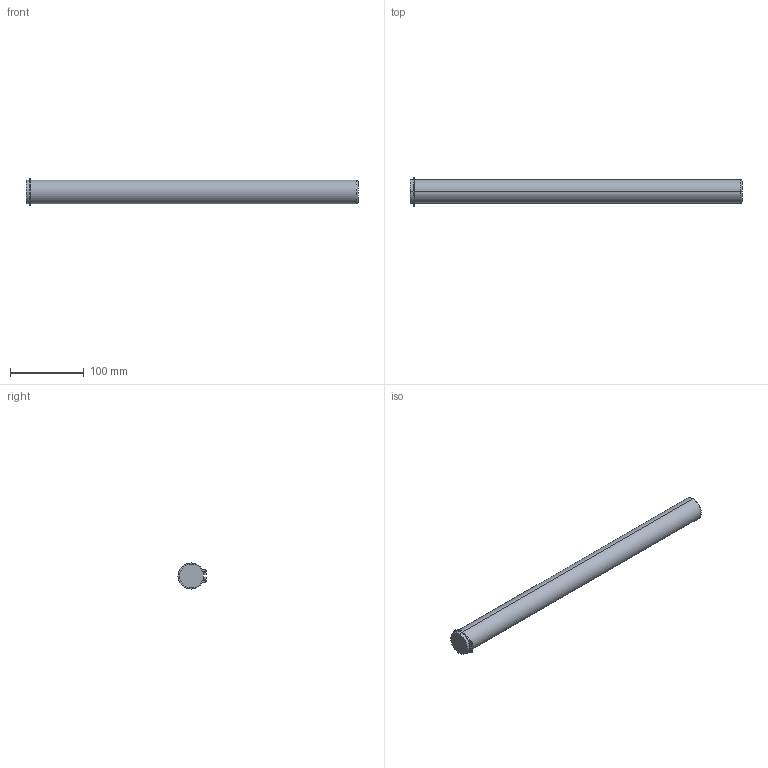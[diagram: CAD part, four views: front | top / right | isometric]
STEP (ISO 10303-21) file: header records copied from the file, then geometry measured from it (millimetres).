
FILE_DESCRIPTION (( 'STEP AP203' ), '1' );
FILE_NAME ('Y43G0004S01-¤U®Æ³»±ì.STEP', '2023-11-17T05:28:51', ( '' ), ( '' ), 'SwSTEP 2.0', 'SolidWorks 2018', '' );
FILE_SCHEMA (( 'CONFIG_CONTROL_DESIGN' ));
Length unit declared in the file: millimetre
Products named in the file (3): 複製 of CSS032-C型扣環(軸用)^Y43G0004S01-下料頂桿_16[Φ32軸用]; 複製 of 43G0004S01-下料頂桿^Y43G0004S01-下料頂桿; Y43G0004S01-下料頂桿
Assembly tree (2 placements, depth 2):
  Y43G0004S01-下料頂桿
    複製 of 43G0004S01-下料頂桿^Y43G0004S01-下料頂桿
    複製 of CSS032-C型扣環(軸用)^Y43G0004S01-下料頂桿_16[Φ32軸用]
Bounding box: 450 x 37.96 x 35.26 mm (x, y, z)
Volume: 355505.2 mm3; surface area: 47459.9 mm2
Topology: 2 solids, 2 shells, 34 faces, 82 edges, 54 vertices
Faces by surface type: cylinder 20, plane 12, torus 2
Entity records: 1327 total; most frequent: DIRECTION 204, CARTESIAN_POINT 175, ORIENTED_EDGE 164, AXIS2_PLACEMENT_3D 83, EDGE_CURVE 82, VERTEX_POINT 54, CIRCLE 44, EDGE_LOOP 40
